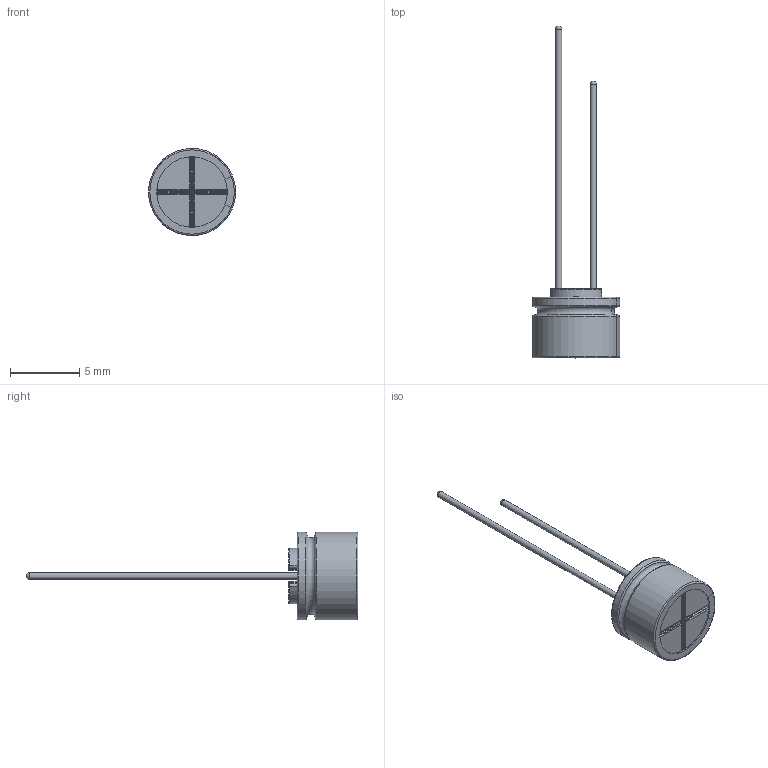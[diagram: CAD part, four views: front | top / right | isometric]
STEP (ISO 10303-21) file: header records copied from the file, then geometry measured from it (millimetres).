
FILE_DESCRIPTION(/* description */ (''),/* implementation_level */ '2;1');
FILE_NAME(/* name */ '6.3x5_Lead.stp',/* time_stamp */ '2017-08-31T13:27:39+09:00',/* author */ (''),/* organization */ (''),/* preprocessor_version */ 'ST-DEVELOPER v16',/* originating_system */ 'SIEMENS PLM Software NX 11.0',/* authorisation */ '');
FILE_SCHEMA (('AUTOMOTIVE_DESIGN { 1 0 10303 214 3 1 1 1 }'));
Length unit declared in the file: millimetre
Products named in the file (1): 6.3x5_Lead_igsstp
Bounding box: 6.29 x 24 x 6.3 mm (x, y, z)
Volume: 140.2 mm3; surface area: 433.5 mm2
Topology: 3 solids, 3 shells, 120 faces, 296 edges, 185 vertices
Faces by surface type: cylinder 52, plane 31, torus 27, sphere 6, bspline 4
Full cylindrical faces by diameter (mm): 0.45 x2, 6.1 x2
Entity records: 4235 total; most frequent: CARTESIAN_POINT 701, DIRECTION 684, ORIENTED_EDGE 568, EDGE_CURVE 284, AXIS2_PLACEMENT_3D 283, VERTEX_POINT 180, CIRCLE 158, EDGE_LOOP 130
